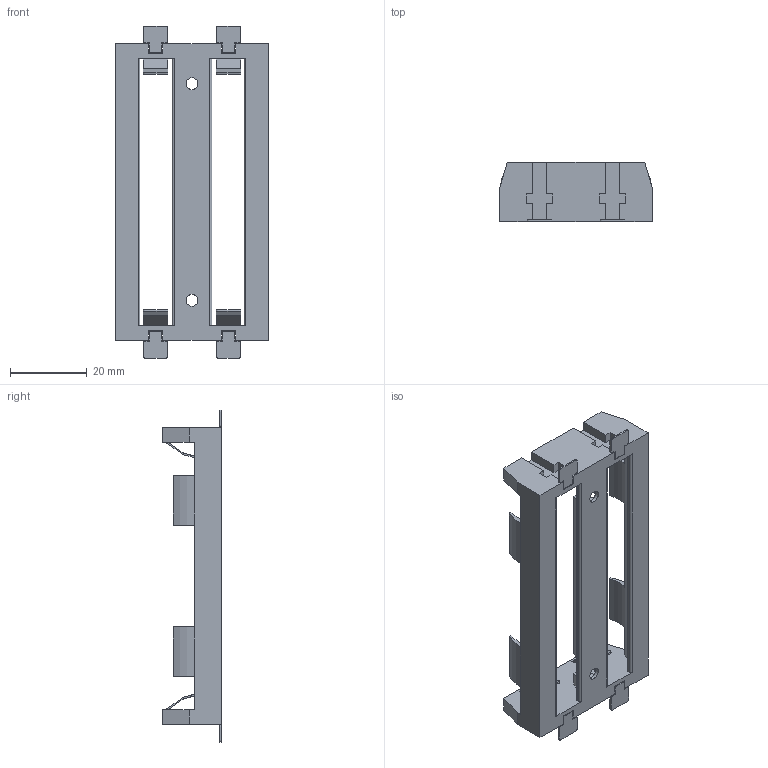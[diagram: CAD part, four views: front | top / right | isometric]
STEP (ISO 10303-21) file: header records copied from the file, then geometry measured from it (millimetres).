
FILE_DESCRIPTION(('HOOPS Exchange Step'),'2;1');
FILE_NAME('f6271470c0c73059f1a9625a316f420520220227-1-99engn.SLDPRT.step','2022-02-27T21:17:37+00:00',('root'),('Unknown organisation'),'HOOPS Exchange 2021.0','HOOPS Exchange','Unknown authorisation');
FILE_SCHEMA( ('AUTOMOTIVE_DESIGN { 1 0 10303 214 1 1 1 1 }') );
Length unit declared in the file: millimetre
Products named in the file (2): Výchozí; f6271470c0c73059f1a9625a316f420520220227-1-99engn
Assembly tree (1 placements, depth 2):
  f6271470c0c73059f1a9625a316f420520220227-1-99engn
    Výchozí
Bounding box: 39.8 x 15.3 x 86.4 mm (x, y, z)
Volume: 10541.9 mm3; surface area: 10044.8 mm2
Topology: 1 solids, 1 shells, 216 faces, 616 edges, 408 vertices
Faces by surface type: plane 160, cylinder 56
Full cylindrical faces by diameter (mm): 3.1 x2
Entity records: 7175 total; most frequent: CARTESIAN_POINT 1243, ORIENTED_EDGE 1232, DIRECTION 1182, EDGE_CURVE 616, VECTOR 488, LINE 488, VERTEX_POINT 408, AXIS2_PLACEMENT_3D 347
